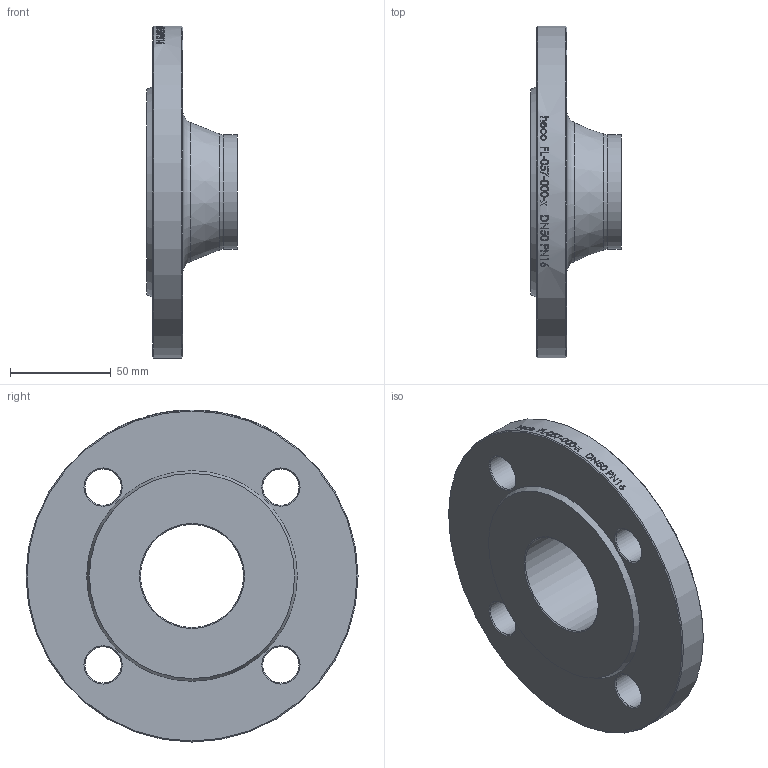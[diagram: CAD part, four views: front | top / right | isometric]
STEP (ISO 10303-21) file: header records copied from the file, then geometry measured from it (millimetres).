
FILE_DESCRIPTION (( 'STEP AP214' ), '1' );
FILE_NAME ('FL-057-000-x Vorschweissflansch DN50 PN16 din DIN2633 2009.STEP', '2020-09-09T09:13:00', ( '' ), ( '' ), 'SwSTEP 2.0', 'SolidWorks 2019', '' );
FILE_SCHEMA (( 'AUTOMOTIVE_DESIGN' ));
Length unit declared in the file: millimetre
Products named in the file (1): FL-057-000-x Vorschweissflansch DN50 PN16 din DIN2633 2009
Bounding box: 45 x 165 x 165 mm (x, y, z)
Volume: 321194 mm3; surface area: 58997.8 mm2
Topology: 1 solids, 1 shells, 60 faces, 290 edges, 268 vertices
Faces by surface type: cylinder 41, cone 13, plane 4, torus 2
Full cylindrical faces by diameter (mm): 18 x4, 51.2 x1, 57 x1, 165 x1
Entity records: 7031 total; most frequent: CARTESIAN_POINT 4546, ORIENTED_EDGE 524, DIRECTION 319, VERTEX_POINT 262, EDGE_CURVE 262, B_SPLINE_CURVE_WITH_KNOTS 145, AXIS2_PLACEMENT_3D 141, EDGE_LOOP 128
